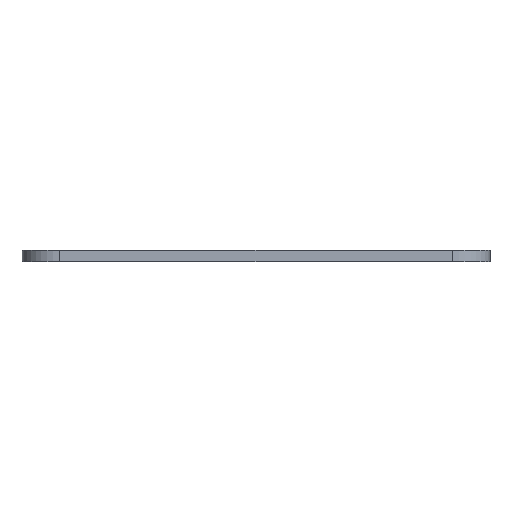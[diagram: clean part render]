
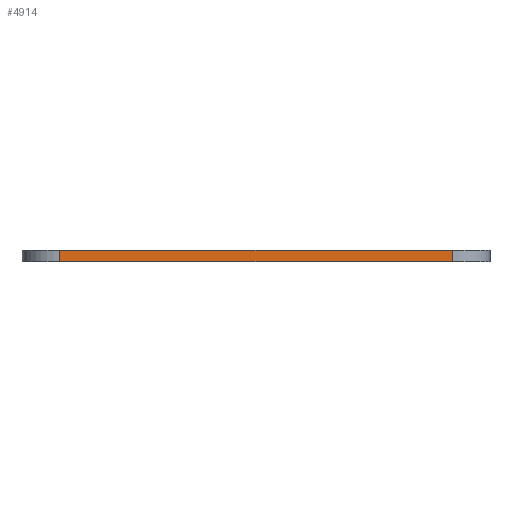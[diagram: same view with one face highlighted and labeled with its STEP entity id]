
A CAD part, left-side view. The second image highlights one B-rep face of the part: STEP entity #4914.
In plain terms, the highlighted planar face has unit normal (-1, 0, 0).
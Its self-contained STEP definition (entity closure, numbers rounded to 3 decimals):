
#223=PLANE('',#5115);
#445=FACE_OUTER_BOUND('',#727,.T.);
#727=EDGE_LOOP('',(#4173,#4174,#4175,#4176));
#1059=LINE('',#9004,#1487);
#1109=LINE('',#9188,#1537);
#1117=LINE('',#9212,#1545);
#1119=LINE('',#9215,#1547);
#1487=VECTOR('',#5563,10.);
#1537=VECTOR('',#5695,10.);
#1545=VECTOR('',#5721,10.);
#1547=VECTOR('',#5725,10.);
#2219=VERTEX_POINT('',#8982);
#2229=VERTEX_POINT('',#9002);
#2315=VERTEX_POINT('',#9184);
#2323=VERTEX_POINT('',#9210);
#2873=EDGE_CURVE('',#2229,#2219,#1059,.T.);
#2961=EDGE_CURVE('',#2219,#2315,#1109,.T.);
#2972=EDGE_CURVE('',#2323,#2229,#1117,.T.);
#2974=EDGE_CURVE('',#2315,#2323,#1119,.T.);
#4173=ORIENTED_EDGE('',*,*,#2961,.F.);
#4174=ORIENTED_EDGE('',*,*,#2873,.F.);
#4175=ORIENTED_EDGE('',*,*,#2972,.F.);
#4176=ORIENTED_EDGE('',*,*,#2974,.F.);
#4914=ADVANCED_FACE('',(#445),#223,.T.);
#5115=AXIS2_PLACEMENT_3D('',#9214,#5723,#5724);
#5563=DIRECTION('',(0.,1.,0.));
#5695=DIRECTION('',(0.,0.,1.));
#5721=DIRECTION('',(0.,0.,-1.));
#5723=DIRECTION('center_axis',(-1.,0.,0.));
#5724=DIRECTION('ref_axis',(0.,-1.,0.));
#5725=DIRECTION('',(0.,-1.,0.));
#8982=CARTESIAN_POINT('',(-10.934,7.085,0.));
#9002=CARTESIAN_POINT('',(-10.934,-44.515,0.));
#9004=CARTESIAN_POINT('',(-10.934,-49.515,0.));
#9184=CARTESIAN_POINT('',(-10.934,7.085,1.5));
#9188=CARTESIAN_POINT('',(-10.934,7.085,0.));
#9210=CARTESIAN_POINT('',(-10.934,-44.515,1.5));
#9212=CARTESIAN_POINT('',(-10.934,-44.515,0.));
#9214=CARTESIAN_POINT('Origin',(-10.934,12.085,0.));
#9215=CARTESIAN_POINT('',(-10.934,-49.515,1.5));
